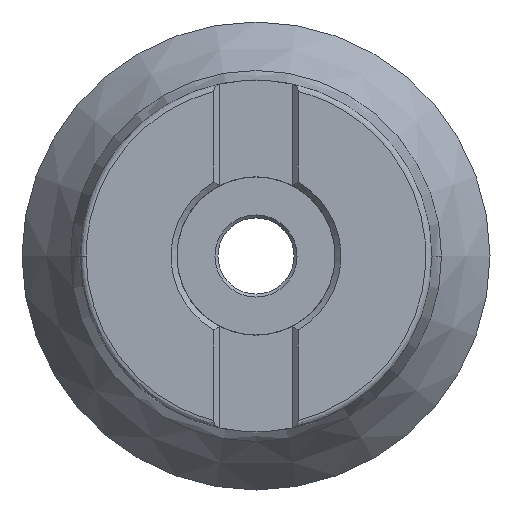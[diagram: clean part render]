
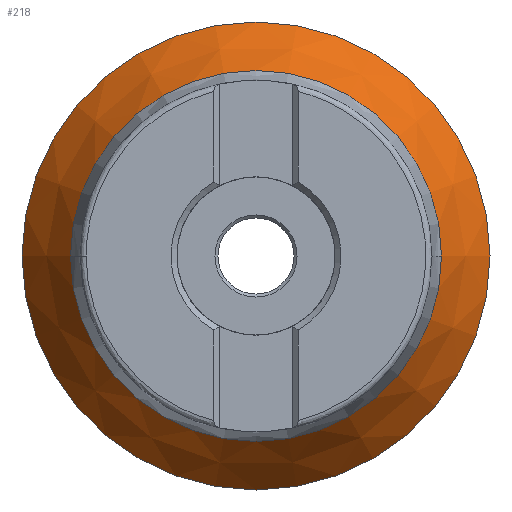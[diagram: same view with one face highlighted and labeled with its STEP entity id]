
A CAD part, left-side view. The second image highlights one B-rep face of the part: STEP entity #218.
In plain terms, the highlighted conical face has half-angle 33.59 degrees and reference radius 31.67 mm.
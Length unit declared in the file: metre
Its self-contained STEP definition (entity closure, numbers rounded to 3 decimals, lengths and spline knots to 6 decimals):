
#17 = AXIS2_PLACEMENT_3D ( 'NONE', #98, #340, #549 ) ;
#80 = DIRECTION ( 'NONE',  ( 0., 0., -1. ) ) ;
#98 = CARTESIAN_POINT ( 'NONE',  ( -0.024468, 0., 0. ) ) ;
#125 = AXIS2_PLACEMENT_3D ( 'NONE', #373, #371, #383 ) ;
#187 = EDGE_CURVE ( 'NONE', #824, #824, #742, .T. ) ;
#218 = ADVANCED_FACE ( 'NONE', ( #839, #1156 ), #854, .T. ) ;
#340 = DIRECTION ( 'NONE',  ( 1., 0., 0. ) ) ;
#346 = VERTEX_POINT ( 'NONE', #526 ) ;
#358 = DIRECTION ( 'NONE',  ( 0., 1., 0. ) ) ;
#361 = DIRECTION ( 'NONE',  ( 1., 0., 0. ) ) ;
#364 = CARTESIAN_POINT ( 'NONE',  ( -0.012, 0., 0. ) ) ;
#371 = DIRECTION ( 'NONE',  ( 1., 0., 0. ) ) ;
#373 = CARTESIAN_POINT ( 'NONE',  ( -0.024468, 0., 0. ) ) ;
#383 = DIRECTION ( 'NONE',  ( 0., 0., -1. ) ) ;
#422 = EDGE_CURVE ( 'NONE', #346, #711, #1263, .T. ) ;
#526 = CARTESIAN_POINT ( 'NONE',  ( -0.024468, -0.03167, 0. ) ) ;
#533 = AXIS2_PLACEMENT_3D ( 'NONE', #615, #691, #80 ) ;
#549 = DIRECTION ( 'NONE',  ( 0., 0., -1. ) ) ;
#615 = CARTESIAN_POINT ( 'NONE',  ( -0.024468, 0., 0. ) ) ;
#624 = ORIENTED_EDGE ( 'NONE', *, *, #422, .T. ) ;
#691 = DIRECTION ( 'NONE',  ( 1., 0., 0. ) ) ;
#711 = VERTEX_POINT ( 'NONE', #1290 ) ;
#716 = EDGE_LOOP ( 'NONE', ( #1007 ) ) ;
#742 = CIRCLE ( 'NONE', #793, 0.03995 ) ;
#767 = ORIENTED_EDGE ( 'NONE', *, *, #818, .T. ) ;
#793 = AXIS2_PLACEMENT_3D ( 'NONE', #364, #361, #358 ) ;
#818 = EDGE_CURVE ( 'NONE', #711, #346, #977, .T. ) ;
#824 = VERTEX_POINT ( 'NONE', #1166 ) ;
#839 = FACE_BOUND ( 'NONE', #1234, .T. ) ;
#854 = CONICAL_SURFACE ( 'NONE', #125, 0.03167, 0.586 ) ;
#977 = CIRCLE ( 'NONE', #533, 0.03167 ) ;
#1007 = ORIENTED_EDGE ( 'NONE', *, *, #187, .F. ) ;
#1156 = FACE_OUTER_BOUND ( 'NONE', #716, .T. ) ;
#1166 = CARTESIAN_POINT ( 'NONE',  ( -0.012, 0.03995, 0. ) ) ;
#1234 = EDGE_LOOP ( 'NONE', ( #624, #767 ) ) ;
#1263 = CIRCLE ( 'NONE', #17, 0.03167 ) ;
#1290 = CARTESIAN_POINT ( 'NONE',  ( -0.024468, 0.03167, 0. ) ) ;
